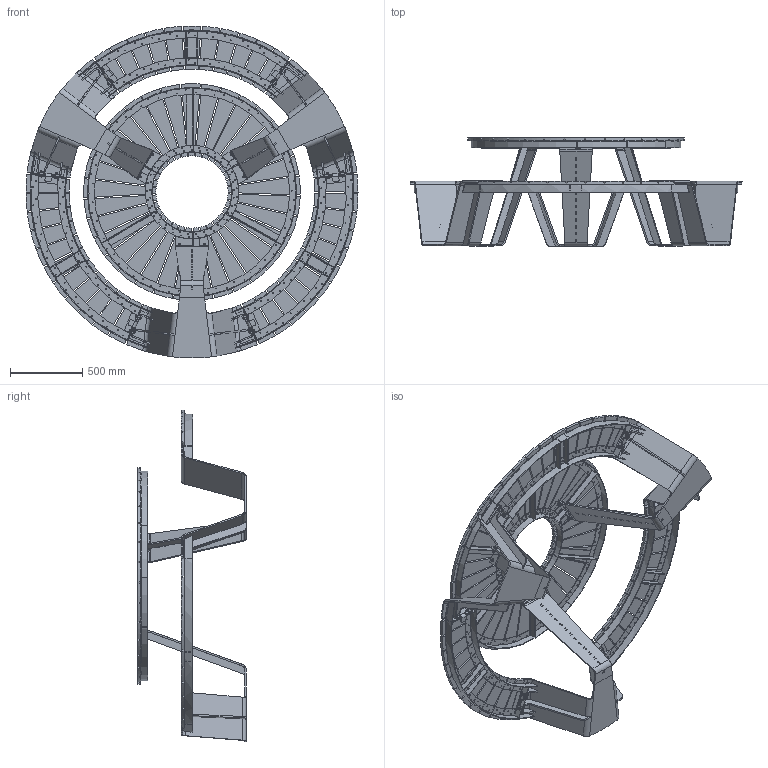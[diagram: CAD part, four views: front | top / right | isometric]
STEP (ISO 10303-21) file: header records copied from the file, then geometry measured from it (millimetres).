
FILE_DESCRIPTION (( 'STEP AP203' ), '1' );
FILE_NAME ('DUPN.R2300.STEP', '2021-07-08T07:46:05', ( '' ), ( '' ), 'SwSTEP 2.0', 'SolidWorks 2020', '' );
FILE_SCHEMA (( 'CONFIG_CONTROL_DESIGN' ));
Length unit declared in the file: millimetre
Products named in the file (37): DUPN.R2300 Wood Tabletop; DUPN.R2300 Leg Table; DUPN.R2300 Leg Rf; DUPN.R2300 Tabletop RF 2; DUPN.R2300 Tabletop innerring; DUPN.R2300 Tabletop Outerring; DUPN.R2300 Tabletop RF; DUPN.R2300 Seat; DUPN.R2300 Tabletop; DUPN.R2300 Seat Endplate Right; DUPN.R2300 Seat Frame; DUPN.R2300 Tabletop  top innerring; DUPN.R2300 Seat Innerring; hex nut style 1 gradeab_iso_ISO - 4032 - M10 - W - C; DUPN.R2300; DUPN.R2300 Leg; hex screw gradeab_iso_ISO 4017 - M10 x 35-N; DUPN.R2300 Seat Top Outerring; DUPN.R2300 Seat Top Innerring; DUPN.R2300 Leg Seat; DUPN.R2300 Seat RF; DUPN.R2300 Seat Outerring; DUPN.R2300 Wood; DUPN.R2300 Tabletop top Outerring; DUPN.R2300 Leg Rf 2; DUPN.R2300 Leg Seat Mount Left; plain washer normal grade a_iso_Washer ISO 7089 - 10; DUPN.R2300 Tabletop Frame; DUPN.R2300 Tabletop RF Con; DUPN.R2300 Leg Seat Mount Right; DUPN.R2300 Seat Endplate Left
Assembly tree (224 placements, depth 4):
  DUPN.R2300
    DUPN.R2300 Leg
      DUPN.R2300 Leg Seat
      DUPN.R2300 Leg Seat Mount Right
      DUPN.R2300 Leg Seat Mount Left
      DUPN.R2300 Leg Rf  x2
      DUPN.R2300 Leg Rf 2
      DUPN.R2300 Leg Table
    DUPN.R2300 Seat
      DUPN.R2300 Seat Frame
        DUPN.R2300 Seat Top Innerring
        DUPN.R2300 Seat Innerring
        DUPN.R2300 Seat Outerring
        DUPN.R2300 Seat Endplate Left
        DUPN.R2300 Seat Endplate Right
        DUPN.R2300 Seat Top Outerring
        DUPN.R2300 Seat RF
      DUPN.R2300 Wood  x11
    DUPN.R2300 Leg
      DUPN.R2300 Leg Seat
      DUPN.R2300 Leg Seat Mount Right
      DUPN.R2300 Leg Seat Mount Left
      DUPN.R2300 Leg Rf  x2
      DUPN.R2300 Leg Rf 2
      DUPN.R2300 Leg Table
    DUPN.R2300 Leg
      DUPN.R2300 Leg Seat
      DUPN.R2300 Leg Seat Mount Right
      DUPN.R2300 Leg Seat Mount Left
      DUPN.R2300 Leg Rf  x2
      DUPN.R2300 Leg Rf 2
      DUPN.R2300 Leg Table
    DUPN.R2300 Tabletop
      DUPN.R2300 Tabletop Frame
        DUPN.R2300 Tabletop Outerring  x3
        DUPN.R2300 Tabletop innerring  x3
        DUPN.R2300 Tabletop  top innerring  x3
        DUPN.R2300 Tabletop top Outerring  x3
        DUPN.R2300 Tabletop RF  x3
        DUPN.R2300 Tabletop RF Con  x3
        DUPN.R2300 Tabletop RF 2  x3
      DUPN.R2300 Wood Tabletop  x33
    plain washer normal grade a_iso_Washer ISO 7089 - 10  x42
    hex screw gradeab_iso_ISO 4017 - M10 x 35-N  x21
    hex nut style 1 gradeab_iso_ISO - 4032 - M10 - W - C  x21
    DUPN.R2300 Seat
      DUPN.R2300 Seat Frame
        DUPN.R2300 Seat Top Innerring
        DUPN.R2300 Seat Innerring
        DUPN.R2300 Seat Outerring
        DUPN.R2300 Seat Endplate Left
        DUPN.R2300 Seat Endplate Right
        DUPN.R2300 Seat Top Outerring
        DUPN.R2300 Seat RF
      DUPN.R2300 Wood  x11
    DUPN.R2300 Seat
      DUPN.R2300 Seat Frame
        DUPN.R2300 Seat Top Innerring
        DUPN.R2300 Seat Innerring
        DUPN.R2300 Seat Outerring
Bounding box: 2300 x 750 x 2299.82 mm (x, y, z)
Volume: 79038766.8 mm3; surface area: 15352045.1 mm2
Topology: 213 solids, 213 shells, 4338 faces, 10395 edges, 6504 vertices
Faces by surface type: plane 2292, cylinder 1512, cone 378, bspline 114, torus 42
Entity records: 39518 total; most frequent: CARTESIAN_POINT 7499, DIRECTION 5013, ORIENTED_EDGE 4566, EDGE_CURVE 2283, AXIS2_PLACEMENT_3D 1786, VERTEX_POINT 1456, LINE 1441, VECTOR 1441
